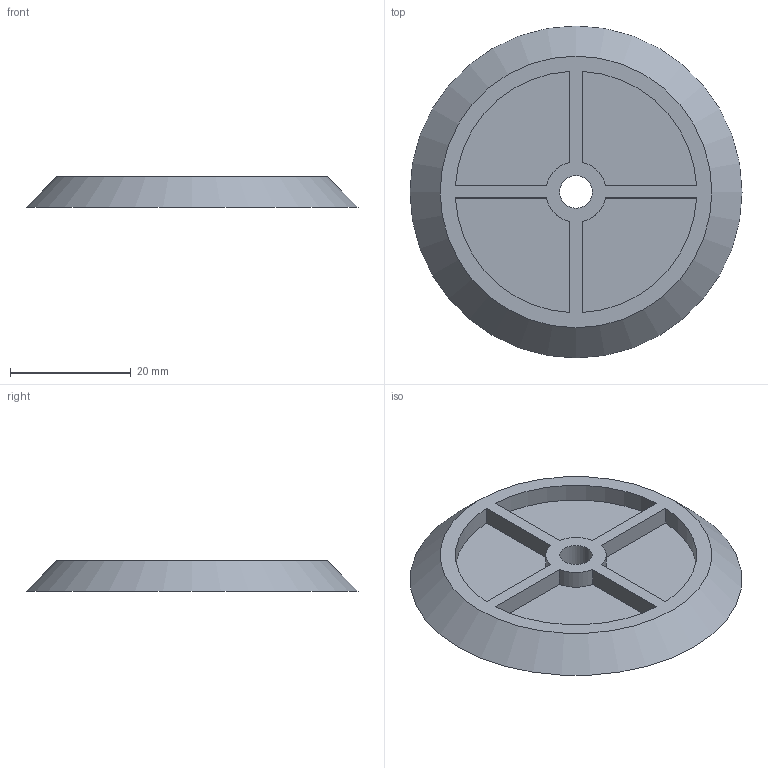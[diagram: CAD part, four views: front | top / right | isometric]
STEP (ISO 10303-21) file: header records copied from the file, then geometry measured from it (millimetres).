
FILE_DESCRIPTION(/* description */ ('Unknown'),/* implementation_level */ '2;1');
FILE_NAME(/* name */ 'Spool Winder',/* time_stamp */ '2023-12-02T12:08:47-05:00',/* author */ ('Unknown'),/* organization */ ('Unknown'),/* preprocessor_version */ 'ST-DEVELOPER v18.1',/* originating_system */ 'Solid Edge',/* authorisation */ 'Unknown');
FILE_SCHEMA (('AUTOMOTIVE_DESIGN {1 0 10303 214 3 1 1}'));
Length unit declared in the file: millimetre
Products named in the file (1): Part2
Bounding box: 55 x 55 x 5 mm (x, y, z)
Volume: 6562 mm3; surface area: 5900.9 mm2
Topology: 1 solids, 1 shells, 24 faces, 56 edges, 38 vertices
Faces by surface type: plane 14, cylinder 9, cone 1
Full cylindrical faces by diameter (mm): 5.4 x1
Entity records: 702 total; most frequent: DIRECTION 122, CARTESIAN_POINT 113, ORIENTED_EDGE 104, EDGE_CURVE 52, AXIS2_PLACEMENT_3D 45, VERTEX_POINT 36, LINE 32, VECTOR 32
